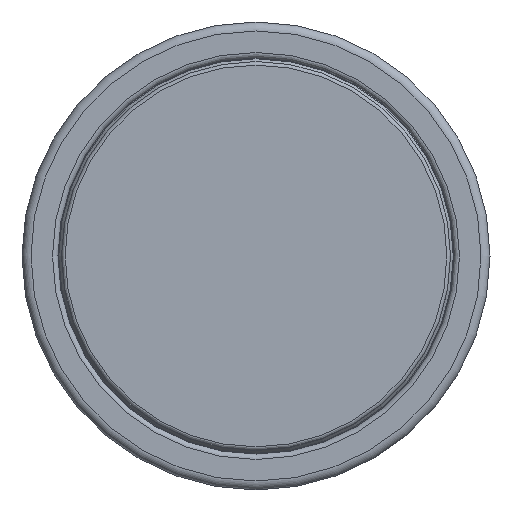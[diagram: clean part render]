
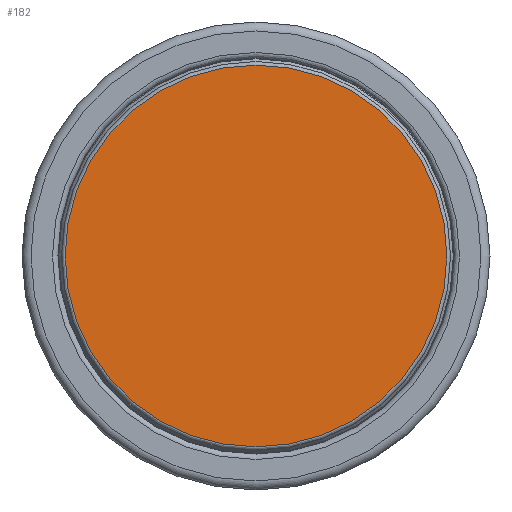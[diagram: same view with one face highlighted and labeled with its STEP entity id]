
A CAD part, top view. The second image highlights one B-rep face of the part: STEP entity #182.
In plain terms, the highlighted planar face has unit normal (0, 0, 1).
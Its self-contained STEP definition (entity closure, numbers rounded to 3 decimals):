
#182 = ADVANCED_FACE( '', ( #438 ), #439, .F. );
#438 = FACE_OUTER_BOUND( '', #835, .T. );
#439 = PLANE( '', #836 );
#835 = EDGE_LOOP( '', ( #1342 ) );
#836 = AXIS2_PLACEMENT_3D( '', #1343, #1344, #1345 );
#1342 = ORIENTED_EDGE( '', *, *, #1907, .T. );
#1343 = CARTESIAN_POINT( '', ( 0., 10.8, 107. ) );
#1344 = DIRECTION( '', ( 0., 0., -1. ) );
#1345 = DIRECTION( '', ( 0., 1., 0. ) );
#1907 = EDGE_CURVE( '', #2209, #2209, #2210, .F. );
#2209 = VERTEX_POINT( '', #2755 );
#2210 = CIRCLE( '', #2756, 10.6 );
#2755 = CARTESIAN_POINT( '', ( 0., 10.6, 107. ) );
#2756 = AXIS2_PLACEMENT_3D( '', #3325, #3326, #3327 );
#3325 = CARTESIAN_POINT( '', ( 0., 0., 107. ) );
#3326 = DIRECTION( '', ( 0., 0., -1. ) );
#3327 = DIRECTION( '', ( 0., 1., 0. ) );
